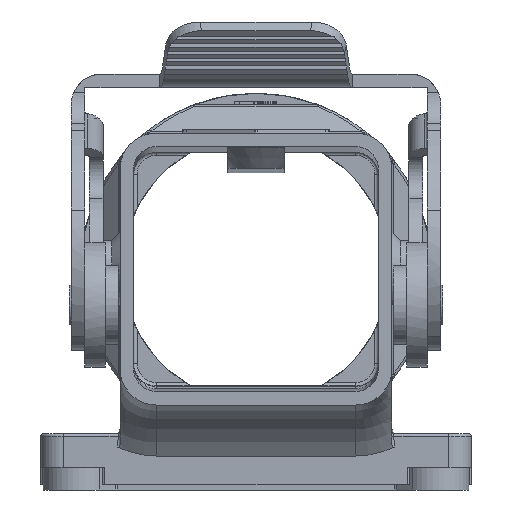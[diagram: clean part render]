
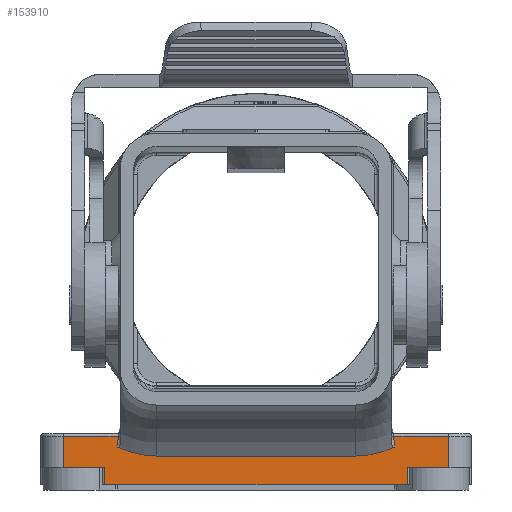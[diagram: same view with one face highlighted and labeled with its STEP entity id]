
A CAD part, front view. The second image highlights one B-rep face of the part: STEP entity #153910.
In plain terms, the highlighted face is planar.
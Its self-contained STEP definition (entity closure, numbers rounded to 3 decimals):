
#32160=CARTESIAN_POINT('',(45.097,39.57,37.));
#32170=VERTEX_POINT('',#32160);
#32520=CARTESIAN_POINT('',(45.067,40.53,37.));
#32530=VERTEX_POINT('',#32520);
#32560=CARTESIAN_POINT('',(45.067,40.53,37.));
#32570=CARTESIAN_POINT('',(45.067,40.522,37.));
#32580=CARTESIAN_POINT('',(45.067,40.514,37.));
#32590=CARTESIAN_POINT('',(45.068,40.483,37.));
#32600=CARTESIAN_POINT('',(45.069,40.459,37.));
#32610=CARTESIAN_POINT('',(45.07,40.387,37.));
#32620=CARTESIAN_POINT('',(45.072,40.339,37.));
#32630=CARTESIAN_POINT('',(45.074,40.243,37.));
#32640=CARTESIAN_POINT('',(45.076,40.196,37.));
#32650=CARTESIAN_POINT('',(45.079,40.1,37.));
#32660=CARTESIAN_POINT('',(45.08,40.052,37.));
#32670=CARTESIAN_POINT('',(45.083,39.954,37.));
#32680=CARTESIAN_POINT('',(45.085,39.905,37.));
#32690=CARTESIAN_POINT('',(45.088,39.805,37.));
#32700=CARTESIAN_POINT('',(45.09,39.756,37.));
#32710=CARTESIAN_POINT('',(45.093,39.656,37.));
#32720=CARTESIAN_POINT('',(45.095,39.606,37.));
#32730=CARTESIAN_POINT('',(45.099,39.507,37.));
#32740=CARTESIAN_POINT('',(45.101,39.457,37.));
#32750=CARTESIAN_POINT('',(45.105,39.358,37.));
#32760=CARTESIAN_POINT('',(45.106,39.308,37.));
#32770=CARTESIAN_POINT('',(45.11,39.209,37.));
#32780=CARTESIAN_POINT('',(45.112,39.159,37.));
#32790=CARTESIAN_POINT('',(45.114,39.096,37.));
#32800=CARTESIAN_POINT('',(45.115,39.083,37.));
#32810=CARTESIAN_POINT('',(45.115,39.07,37.));
#32820=B_SPLINE_CURVE_WITH_KNOTS('',3,(#32560,#32570,#32580,#32590,
#32600,#32610,#32620,#32630,#32640,#32650,#32660,#32670,#32680,#32690,
#32700,#32710,#32720,#32730,#32740,#32750,#32760,#32770,#32780,#32790,
#32800,#32810),.UNSPECIFIED.,.F.,.F.,(4,2,2,2,2,2,2,2,2,2,2,2,4),(0.,
0.024,0.095,0.239,0.382,
0.526,0.675,0.825,0.974,
1.123,1.272,1.421,1.461),
.UNSPECIFIED.);
#32830=EDGE_CURVE('',#32530,#32170,#32820,.T.);
#44860=CARTESIAN_POINT('',(15.9,40.53,37.));
#44870=VERTEX_POINT('',#44860);
#47320=CARTESIAN_POINT('',(24.1,38.78,37.));
#47330=VERTEX_POINT('',#47320);
#47490=CARTESIAN_POINT('',(41.7,38.78,37.));
#47500=VERTEX_POINT('',#47490);
#47530=CARTESIAN_POINT('',(24.1,38.78,37.));
#47540=DIRECTION('',(1.,0.,0.));
#47550=VECTOR('',#47540,1.);
#47560=LINE('',#47530,#47550);
#47570=EDGE_CURVE('',#47330,#47500,#47560,.T.);
#49790=CARTESIAN_POINT('',(41.7,46.48,37.));
#49800=DIRECTION('',(0.,0.,1.));
#49810=DIRECTION('',(0.,-1.,0.));
#49820=AXIS2_PLACEMENT_3D('',#49790,#49800,#49810);
#49830=CIRCLE('',#49820,7.7);
#49840=EDGE_CURVE('',#47500,#32170,#49830,.T.);
#54390=CARTESIAN_POINT('',(49.9,37.78,37.));
#54400=VERTEX_POINT('',#54390);
#54430=CARTESIAN_POINT('',(49.9,37.78,37.));
#54440=DIRECTION('',(0.,1.,0.));
#54450=VECTOR('',#54440,1.);
#54460=LINE('',#54430,#54450);
#54470=CARTESIAN_POINT('',(49.9,40.53,37.));
#54480=VERTEX_POINT('',#54470);
#54490=EDGE_CURVE('',#54400,#54480,#54460,.T.);
#129070=CARTESIAN_POINT('',(19.55,36.23,37.));
#129080=VERTEX_POINT('',#129070);
#129110=CARTESIAN_POINT('',(0.,36.23,37.));
#129120=DIRECTION('',(-1.,0.,0.));
#129130=VECTOR('',#129120,1.);
#129140=LINE('',#129110,#129130);
#129150=CARTESIAN_POINT('',(46.25,36.23,37.));
#129160=VERTEX_POINT('',#129150);
#129170=EDGE_CURVE('',#129160,#129080,#129140,.T.);
#138740=CARTESIAN_POINT('',(46.264,37.78,37.));
#138750=VERTEX_POINT('',#138740);
#138870=CARTESIAN_POINT('',(45.934,0.,37.));
#138880=DIRECTION('',(0.009,1.,
0.));
#138890=VECTOR('',#138880,1.);
#138900=LINE('',#138870,#138890);
#138910=EDGE_CURVE('',#129160,#138750,#138900,.T.);
#152980=CARTESIAN_POINT('',(14.9,43.23,37.));
#152990=DIRECTION('',(0.,0.,1.));
#153000=DIRECTION('',(1.,0.,0.));
#153010=AXIS2_PLACEMENT_3D('',#152980,#152990,#153000);
#153020=PLANE('',#153010);
#153030=ORIENTED_EDGE('',*,*,#129170,.F.);
#153040=CARTESIAN_POINT('',(19.866,0.,37.));
#153050=DIRECTION('',(-0.009,1.,
0.));
#153060=VECTOR('',#153050,1.);
#153070=LINE('',#153040,#153060);
#153080=CARTESIAN_POINT('',(19.536,37.78,37.));
#153090=VERTEX_POINT('',#153080);
#153100=EDGE_CURVE('',#129080,#153090,#153070,.T.);
#153110=ORIENTED_EDGE('',*,*,#153100,.F.);
#153120=CARTESIAN_POINT('',(0.,37.78,37.));
#153130=DIRECTION('',(-1.,0.,0.));
#153140=VECTOR('',#153130,1.);
#153150=LINE('',#153120,#153140);
#153160=CARTESIAN_POINT('',(15.9,37.78,37.));
#153170=VERTEX_POINT('',#153160);
#153180=EDGE_CURVE('',#153090,#153170,#153150,.T.);
#153190=ORIENTED_EDGE('',*,*,#153180,.F.);
#153200=CARTESIAN_POINT('',(15.9,37.78,37.));
#153210=DIRECTION('',(0.,1.,0.));
#153220=VECTOR('',#153210,1.);
#153230=LINE('',#153200,#153220);
#153240=EDGE_CURVE('',#153170,#44870,#153230,.T.);
#153250=ORIENTED_EDGE('',*,*,#153240,.F.);
#153260=CARTESIAN_POINT('',(15.9,40.53,37.));
#153270=DIRECTION('',(1.,0.,0.));
#153280=VECTOR('',#153270,1.);
#153290=LINE('',#153260,#153280);
#153300=CARTESIAN_POINT('',(20.733,40.53,37.));
#153310=VERTEX_POINT('',#153300);
#153320=EDGE_CURVE('',#44870,#153310,#153290,.T.);
#153330=ORIENTED_EDGE('',*,*,#153320,.F.);
#153340=CARTESIAN_POINT('',(20.733,40.53,37.));
#153350=CARTESIAN_POINT('',(20.733,40.522,37.));
#153360=CARTESIAN_POINT('',(20.733,40.514,37.));
#153370=CARTESIAN_POINT('',(20.732,40.483,37.));
#153380=CARTESIAN_POINT('',(20.731,40.459,37.));
#153390=CARTESIAN_POINT('',(20.73,40.387,37.));
#153400=CARTESIAN_POINT('',(20.728,40.339,37.));
#153410=CARTESIAN_POINT('',(20.726,40.243,37.));
#153420=CARTESIAN_POINT('',(20.724,40.196,37.));
#153430=CARTESIAN_POINT('',(20.721,40.1,37.));
#153440=CARTESIAN_POINT('',(20.72,40.052,37.));
#153450=CARTESIAN_POINT('',(20.717,39.954,37.));
#153460=CARTESIAN_POINT('',(20.715,39.905,37.));
#153470=CARTESIAN_POINT('',(20.712,39.805,37.));
#153480=CARTESIAN_POINT('',(20.71,39.756,37.));
#153490=CARTESIAN_POINT('',(20.707,39.656,37.));
#153500=CARTESIAN_POINT('',(20.705,39.606,37.));
#153510=CARTESIAN_POINT('',(20.701,39.507,37.));
#153520=CARTESIAN_POINT('',(20.699,39.457,37.));
#153530=CARTESIAN_POINT('',(20.695,39.358,37.));
#153540=CARTESIAN_POINT('',(20.694,39.308,37.));
#153550=CARTESIAN_POINT('',(20.69,39.209,37.));
#153560=CARTESIAN_POINT('',(20.688,39.159,37.));
#153570=CARTESIAN_POINT('',(20.686,39.096,37.));
#153580=CARTESIAN_POINT('',(20.685,39.083,37.));
#153590=CARTESIAN_POINT('',(20.685,39.07,37.));
#153600=B_SPLINE_CURVE_WITH_KNOTS('',3,(#153340,#153350,#153360,#153370,
#153380,#153390,#153400,#153410,#153420,#153430,#153440,#153450,#153460,
#153470,#153480,#153490,#153500,#153510,#153520,#153530,#153540,#153550,
#153560,#153570,#153580,#153590),.UNSPECIFIED.,.F.,.F.,(4,2,2,2,2,2,2,2,
2,2,2,2,4),(0.,0.024,0.095,0.239,
0.382,0.526,0.675,0.825,
0.974,1.123,1.272,1.421,
1.461),.UNSPECIFIED.);
#153610=CARTESIAN_POINT('',(20.703,39.57,37.));
#153620=VERTEX_POINT('',#153610);
#153630=EDGE_CURVE('',#153310,#153620,#153600,.T.);
#153640=ORIENTED_EDGE('',*,*,#153630,.F.);
#153650=CARTESIAN_POINT('',(24.1,46.48,37.));
#153660=DIRECTION('',(0.,0.,-1.));
#153670=DIRECTION('',(0.,-1.,0.));
#153680=AXIS2_PLACEMENT_3D('',#153650,#153660,#153670);
#153690=CIRCLE('',#153680,7.7);
#153700=EDGE_CURVE('',#47330,#153620,#153690,.T.);
#153710=ORIENTED_EDGE('',*,*,#153700,.T.);
#153720=ORIENTED_EDGE('',*,*,#47570,.F.);
#153730=ORIENTED_EDGE('',*,*,#49840,.F.);
#153740=ORIENTED_EDGE('',*,*,#32830,.T.);
#153750=CARTESIAN_POINT('',(49.9,40.53,37.));
#153760=DIRECTION('',(-1.,0.,0.));
#153770=VECTOR('',#153760,1.);
#153780=LINE('',#153750,#153770);
#153790=EDGE_CURVE('',#54480,#32530,#153780,.T.);
#153800=ORIENTED_EDGE('',*,*,#153790,.T.);
#153810=ORIENTED_EDGE('',*,*,#54490,.T.);
#153820=CARTESIAN_POINT('',(0.,37.78,37.));
#153830=DIRECTION('',(1.,0.,0.));
#153840=VECTOR('',#153830,1.);
#153850=LINE('',#153820,#153840);
#153860=EDGE_CURVE('',#138750,#54400,#153850,.T.);
#153870=ORIENTED_EDGE('',*,*,#153860,.T.);
#153880=ORIENTED_EDGE('',*,*,#138910,.T.);
#153890=EDGE_LOOP('',(#153880,#153870,#153810,#153800,#153740,#153730,
#153720,#153710,#153640,#153330,#153250,#153190,#153110,#153030));
#153900=FACE_OUTER_BOUND('',#153890,.T.);
#153910=ADVANCED_FACE('',(#153900),#153020,.T.);
